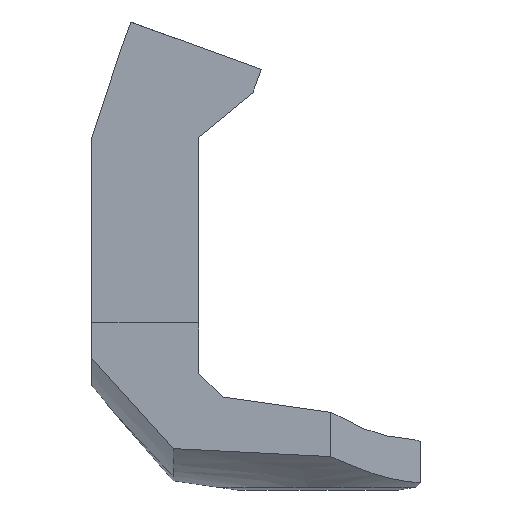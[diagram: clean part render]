
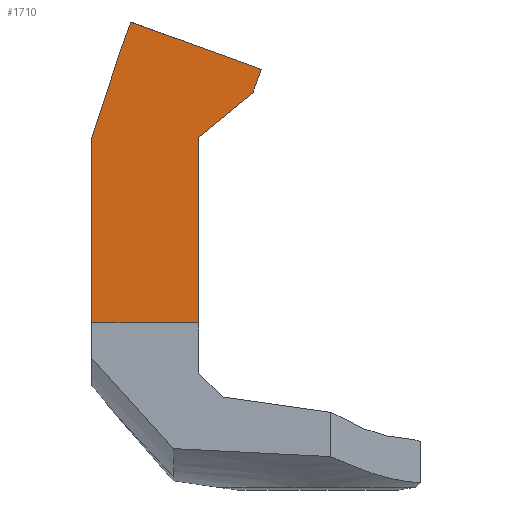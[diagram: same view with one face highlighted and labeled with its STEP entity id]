
A CAD part, front view. The second image highlights one B-rep face of the part: STEP entity #1710.
In plain terms, the highlighted planar face has unit normal (0, -1, 0).
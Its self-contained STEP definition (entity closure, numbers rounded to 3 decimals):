
#136=LINE('',#3587,#269);
#159=LINE('',#3655,#292);
#179=LINE('',#3763,#312);
#181=LINE('',#3769,#314);
#186=LINE('',#3777,#319);
#188=LINE('',#3781,#321);
#191=LINE('',#3801,#324);
#192=LINE('',#3803,#325);
#269=VECTOR('',#1982,10.);
#292=VECTOR('',#2013,10.);
#312=VECTOR('',#2053,10.);
#314=VECTOR('',#2057,10.);
#319=VECTOR('',#2066,10.);
#321=VECTOR('',#2070,10.);
#324=VECTOR('',#2075,10.);
#325=VECTOR('',#2078,10.);
#395=PLANE('',#1808);
#487=FACE_OUTER_BOUND('',#586,.T.);
#586=EDGE_LOOP('',(#1541,#1542,#1543,#1544,#1545,#1546,#1547,#1548));
#805=VERTEX_POINT('',#3584);
#806=VERTEX_POINT('',#3586);
#825=VERTEX_POINT('',#3653);
#837=VERTEX_POINT('',#3759);
#838=VERTEX_POINT('',#3761);
#839=VERTEX_POINT('',#3765);
#841=VERTEX_POINT('',#3768);
#843=VERTEX_POINT('',#3779);
#1021=EDGE_CURVE('',#806,#805,#136,.T.);
#1045=EDGE_CURVE('',#805,#825,#159,.T.);
#1069=EDGE_CURVE('',#837,#838,#179,.T.);
#1071=EDGE_CURVE('',#839,#841,#181,.T.);
#1076=EDGE_CURVE('',#841,#838,#186,.T.);
#1078=EDGE_CURVE('',#843,#839,#188,.T.);
#1081=EDGE_CURVE('',#825,#837,#191,.T.);
#1082=EDGE_CURVE('',#806,#843,#192,.T.);
#1541=ORIENTED_EDGE('',*,*,#1021,.T.);
#1542=ORIENTED_EDGE('',*,*,#1045,.T.);
#1543=ORIENTED_EDGE('',*,*,#1081,.T.);
#1544=ORIENTED_EDGE('',*,*,#1069,.T.);
#1545=ORIENTED_EDGE('',*,*,#1076,.F.);
#1546=ORIENTED_EDGE('',*,*,#1071,.F.);
#1547=ORIENTED_EDGE('',*,*,#1078,.F.);
#1548=ORIENTED_EDGE('',*,*,#1082,.F.);
#1710=ADVANCED_FACE('',(#487),#395,.T.);
#1808=AXIS2_PLACEMENT_3D('',#3802,#2076,#2077);
#1982=DIRECTION('',(1.,0.,0.));
#2013=DIRECTION('',(0.,0.,1.));
#2053=DIRECTION('',(0.342,0.,0.94));
#2057=DIRECTION('',(0.342,0.,0.94));
#2066=DIRECTION('',(0.94,0.,-0.342));
#2070=DIRECTION('',(0.314,0.,0.949));
#2075=DIRECTION('',(0.772,0.,0.636));
#2076=DIRECTION('center_axis',(0.,-1.,0.));
#2077=DIRECTION('ref_axis',(1.,0.,0.));
#2078=DIRECTION('',(0.,0.,1.));
#3584=CARTESIAN_POINT('',(-20.,-44.45,-17.5));
#3586=CARTESIAN_POINT('',(-37.,-44.45,-17.5));
#3587=CARTESIAN_POINT('',(-32.75,-44.45,-17.5));
#3653=CARTESIAN_POINT('',(-20.,-44.45,12.));
#3655=CARTESIAN_POINT('',(-20.,-44.45,-26.));
#3759=CARTESIAN_POINT('',(-11.386,-44.45,19.093));
#3761=CARTESIAN_POINT('',(-10.018,-44.45,22.851));
#3763=CARTESIAN_POINT('',(-11.386,-44.45,19.093));
#3765=CARTESIAN_POINT('',(-32.153,-44.45,26.651));
#3768=CARTESIAN_POINT('',(-30.785,-44.45,30.41));
#3769=CARTESIAN_POINT('',(-32.153,-44.45,26.651));
#3777=CARTESIAN_POINT('',(-30.785,-44.45,30.41));
#3779=CARTESIAN_POINT('',(-37.,-44.45,12.));
#3781=CARTESIAN_POINT('',(-37.,-44.45,12.));
#3801=CARTESIAN_POINT('',(-20.,-44.45,12.));
#3802=CARTESIAN_POINT('Origin',(-37.,-44.45,-26.));
#3803=CARTESIAN_POINT('',(-37.,-44.45,-26.));
